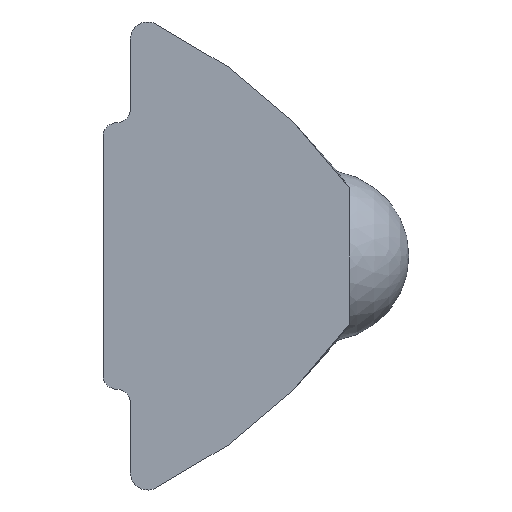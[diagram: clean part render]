
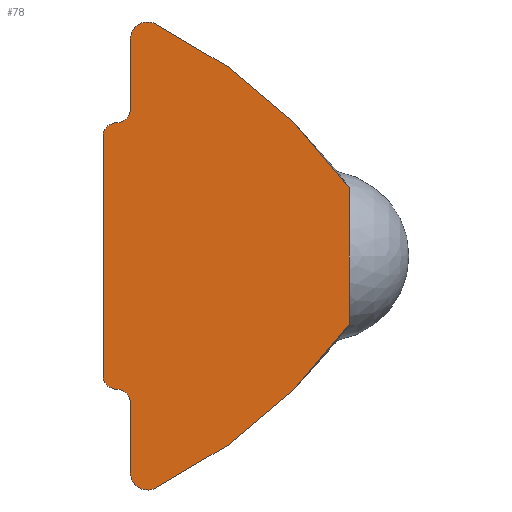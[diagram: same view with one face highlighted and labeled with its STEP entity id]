
A CAD part, left-side view. The second image highlights one B-rep face of the part: STEP entity #78.
In plain terms, the highlighted planar face has unit normal (-1, 0, 0).
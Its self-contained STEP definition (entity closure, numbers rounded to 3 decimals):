
#78 = ADVANCED_FACE( '', ( #157 ), #158, .F. );
#157 = FACE_OUTER_BOUND( '', #229, .T. );
#158 = PLANE( '', #230 );
#229 = EDGE_LOOP( '', ( #390, #391, #392, #393, #394, #395, #396, #397, #398, #399, #400, #401 ) );
#230 = AXIS2_PLACEMENT_3D( '', #402, #403, #404 );
#390 = ORIENTED_EDGE( '', *, *, #457, .F. );
#391 = ORIENTED_EDGE( '', *, *, #487, .T. );
#392 = ORIENTED_EDGE( '', *, *, #476, .F. );
#393 = ORIENTED_EDGE( '', *, *, #480, .F. );
#394 = ORIENTED_EDGE( '', *, *, #483, .F. );
#395 = ORIENTED_EDGE( '', *, *, #461, .T. );
#396 = ORIENTED_EDGE( '', *, *, #465, .F. );
#397 = ORIENTED_EDGE( '', *, *, #446, .F. );
#398 = ORIENTED_EDGE( '', *, *, #454, .F. );
#399 = ORIENTED_EDGE( '', *, *, #490, .F. );
#400 = ORIENTED_EDGE( '', *, *, #441, .F. );
#401 = ORIENTED_EDGE( '', *, *, #485, .F. );
#402 = CARTESIAN_POINT( '', ( 0., 5.9, 6.35 ) );
#403 = DIRECTION( '', ( 1., 0., 0. ) );
#404 = DIRECTION( '', ( 0., 0., -1. ) );
#441 = EDGE_CURVE( '', #528, #530, #531, .T. );
#446 = EDGE_CURVE( '', #538, #539, #540, .T. );
#454 = EDGE_CURVE( '', #551, #538, #553, .T. );
#457 = EDGE_CURVE( '', #556, #557, #558, .T. );
#461 = EDGE_CURVE( '', #562, #563, #564, .T. );
#465 = EDGE_CURVE( '', #539, #563, #568, .T. );
#476 = EDGE_CURVE( '', #579, #580, #581, .T. );
#480 = EDGE_CURVE( '', #585, #579, #586, .T. );
#483 = EDGE_CURVE( '', #562, #585, #589, .T. );
#485 = EDGE_CURVE( '', #557, #528, #591, .T. );
#487 = EDGE_CURVE( '', #556, #580, #593, .T. );
#490 = EDGE_CURVE( '', #530, #551, #596, .T. );
#528 = VERTEX_POINT( '', #654 );
#530 = VERTEX_POINT( '', #657 );
#531 = CIRCLE( '', #658, 15. );
#538 = VERTEX_POINT( '', #682 );
#539 = VERTEX_POINT( '', #683 );
#540 = CIRCLE( '', #684, 0.5 );
#551 = VERTEX_POINT( '', #728 );
#553 = CIRCLE( '', #731, 15. );
#556 = VERTEX_POINT( '', #735 );
#557 = VERTEX_POINT( '', #736 );
#558 = LINE( '', #737, #738 );
#562 = VERTEX_POINT( '', #744 );
#563 = VERTEX_POINT( '', #745 );
#564 = CIRCLE( '', #746, 0.4 );
#568 = LINE( '', #752, #753 );
#579 = VERTEX_POINT( '', #764 );
#580 = VERTEX_POINT( '', #765 );
#581 = CIRCLE( '', #766, 0.4 );
#585 = VERTEX_POINT( '', #772 );
#586 = LINE( '', #773, #774 );
#589 = CIRCLE( '', #778, 0.4 );
#591 = CIRCLE( '', #780, 0.5 );
#593 = CIRCLE( '', #782, 0.4 );
#596 = LINE( '', #785, #786 );
#654 = CARTESIAN_POINT( '', ( 0., 5.7, 6.808 ) );
#657 = CARTESIAN_POINT( '', ( 0., 0., 2. ) );
#658 = AXIS2_PLACEMENT_3D( '', #825, #826, #827 );
#682 = CARTESIAN_POINT( '', ( 0., 5.7, -6.808 ) );
#683 = CARTESIAN_POINT( '', ( 0., 6.4, -6.35 ) );
#684 = AXIS2_PLACEMENT_3D( '', #830, #831, #832 );
#728 = CARTESIAN_POINT( '', ( 0., 0., -2. ) );
#731 = AXIS2_PLACEMENT_3D( '', #837, #838, #839 );
#735 = CARTESIAN_POINT( '', ( 0., 6.4, 4.3 ) );
#736 = CARTESIAN_POINT( '', ( 0., 6.4, 6.35 ) );
#737 = CARTESIAN_POINT( '', ( 0., 6.4, 4.3 ) );
#738 = VECTOR( '', #841, 1000. );
#744 = CARTESIAN_POINT( '', ( 0., 6.8, -3.9 ) );
#745 = CARTESIAN_POINT( '', ( 0., 6.4, -4.3 ) );
#746 = AXIS2_PLACEMENT_3D( '', #844, #845, #846 );
#752 = CARTESIAN_POINT( '', ( 0., 6.4, -6.35 ) );
#753 = VECTOR( '', #849, 1000. );
#764 = CARTESIAN_POINT( '', ( 0., 7.2, 3.5 ) );
#765 = CARTESIAN_POINT( '', ( 0., 6.8, 3.9 ) );
#766 = AXIS2_PLACEMENT_3D( '', #865, #866, #867 );
#772 = CARTESIAN_POINT( '', ( 0., 7.2, -3.5 ) );
#773 = CARTESIAN_POINT( '', ( 0., 7.2, -3.5 ) );
#774 = VECTOR( '', #870, 1000. );
#778 = AXIS2_PLACEMENT_3D( '', #872, #873, #874 );
#780 = AXIS2_PLACEMENT_3D( '', #875, #876, #877 );
#782 = AXIS2_PLACEMENT_3D( '', #878, #879, #880 );
#785 = CARTESIAN_POINT( '', ( 0., 0., 2. ) );
#786 = VECTOR( '', #881, 1000. );
#825 = CARTESIAN_POINT( '', ( 0., 12.218, -6.701 ) );
#826 = DIRECTION( '', ( 1., 0., 0. ) );
#827 = DIRECTION( '', ( 0., 0., -1. ) );
#830 = CARTESIAN_POINT( '', ( 0., 5.9, -6.35 ) );
#831 = DIRECTION( '', ( 1., 0., 0. ) );
#832 = DIRECTION( '', ( 0., 0., -1. ) );
#837 = CARTESIAN_POINT( '', ( 0., 12.218, 6.701 ) );
#838 = DIRECTION( '', ( 1., 0., 0. ) );
#839 = DIRECTION( '', ( 0., 0., -1. ) );
#841 = DIRECTION( '', ( 0., 0., 1. ) );
#844 = CARTESIAN_POINT( '', ( 0., 6.8, -4.3 ) );
#845 = DIRECTION( '', ( 1., 0., 0. ) );
#846 = DIRECTION( '', ( 0., 0., -1. ) );
#849 = DIRECTION( '', ( 0., 0., 1. ) );
#865 = CARTESIAN_POINT( '', ( 0., 6.8, 3.5 ) );
#866 = DIRECTION( '', ( 1., 0., 0. ) );
#867 = DIRECTION( '', ( 0., 0., -1. ) );
#870 = DIRECTION( '', ( 0., 0., 1. ) );
#872 = CARTESIAN_POINT( '', ( 0., 6.8, -3.5 ) );
#873 = DIRECTION( '', ( 1., 0., 0. ) );
#874 = DIRECTION( '', ( 0., 0., -1. ) );
#875 = CARTESIAN_POINT( '', ( 0., 5.9, 6.35 ) );
#876 = DIRECTION( '', ( 1., 0., 0. ) );
#877 = DIRECTION( '', ( 0., 0., -1. ) );
#878 = CARTESIAN_POINT( '', ( 0., 6.8, 4.3 ) );
#879 = DIRECTION( '', ( 1., 0., 0. ) );
#880 = DIRECTION( '', ( 0., 0., -1. ) );
#881 = DIRECTION( '', ( 0., 0., -1. ) );
